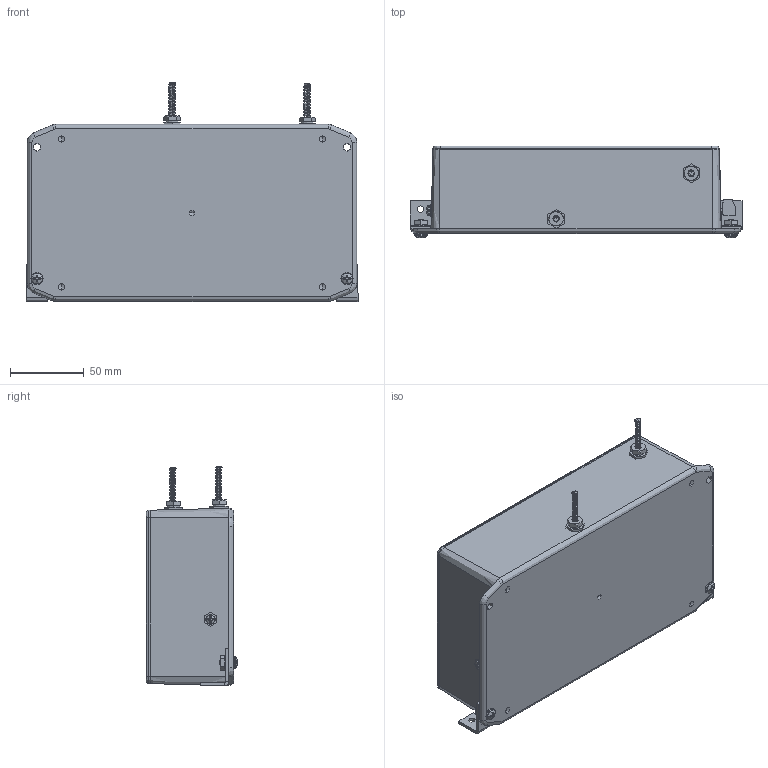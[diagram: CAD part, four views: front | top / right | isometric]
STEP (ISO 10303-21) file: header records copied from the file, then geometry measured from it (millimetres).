
FILE_DESCRIPTION (( 'STEP AP214' ), '1' );
FILE_NAME ('A87-50-0008-E.STEP', '2019-01-28T17:14:17', ( '' ), ( '' ), 'SwSTEP 2.0', 'SolidWorks 2018', '' );
FILE_SCHEMA (( 'AUTOMOTIVE_DESIGN' ));
Length unit declared in the file: inch
Products named in the file (60): 112-100-006; 104-100-001; 2102-413; 2003-862-3; 101-100-027; 313-000-034; 111-100-005; 2022-158_SCREW^A87-50-0008; A87-24-0011^A87-50-0008; 2103-022; 2102-005; 2500-161 ; A87-50-0008-E; 2022-158; 2022-158_LID^A87-50-0008; 2103-026; 2300-148; 105-400-006; 2102-012; 112-100-006_Compressed; A87-67-0006; 2003-2851
Assembly tree (49 placements, depth 3):
  104-100-001
  313-000-034
  111-100-005
  A87-24-0011^A87-50-0008
  2103-022
Bounding box: 224.69 x 62.05 x 148.3 mm (x, y, z)
Volume: 273223.9 mm3; surface area: 194926.1 mm2
Topology: 45 solids, 45 shells, 5164 faces, 13772 edges, 9064 vertices
Faces by surface type: plane 2199, bspline 1319, cylinder 1254, cone 313, torus 53, sphere 26
Entity records: 254921 total; most frequent: CARTESIAN_POINT 118190, ORIENTED_EDGE 22814, DIRECTION 14656, EDGE_CURVE 11407, VERTEX_POINT 7532, VECTOR 6834, LINE 6834, EDGE_LOOP 4705
